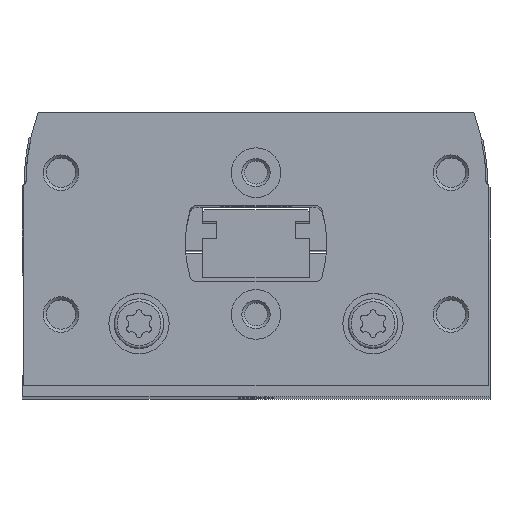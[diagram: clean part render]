
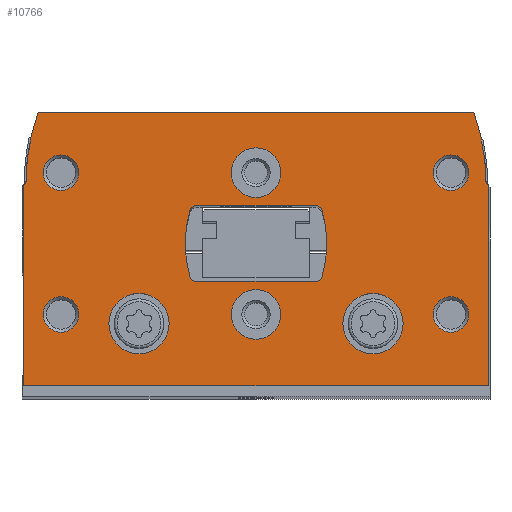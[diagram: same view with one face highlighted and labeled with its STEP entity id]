
A CAD part, top view. The second image highlights one B-rep face of the part: STEP entity #10766.
In plain terms, the highlighted planar face has unit normal (0, 0, 1).
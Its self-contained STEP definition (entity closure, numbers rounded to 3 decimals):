
#459=LINE('',#16832,#1025);
#464=LINE('',#16842,#1030);
#482=LINE('',#16888,#1048);
#488=LINE('',#16900,#1054);
#502=LINE('',#16979,#1068);
#504=LINE('',#16982,#1070);
#505=LINE('',#17022,#1071);
#506=LINE('',#17042,#1072);
#1025=VECTOR('',#13801,1000.);
#1030=VECTOR('',#13808,1000.);
#1048=VECTOR('',#13844,1000.);
#1054=VECTOR('',#13854,1000.);
#1068=VECTOR('',#13916,1000.);
#1070=VECTOR('',#13920,1000.);
#1071=VECTOR('',#13961,1000.);
#1072=VECTOR('',#13982,1000.);
#1377=PLANE('',#11723);
#2779=ORIENTED_EDGE('',*,*,#4692,.F.);
#2780=ORIENTED_EDGE('',*,*,#4693,.F.);
#2781=ORIENTED_EDGE('',*,*,#4694,.T.);
#2782=ORIENTED_EDGE('',*,*,#4695,.T.);
#2783=ORIENTED_EDGE('',*,*,#4696,.T.);
#2784=ORIENTED_EDGE('',*,*,#4697,.T.);
#2785=ORIENTED_EDGE('',*,*,#4698,.T.);
#2786=ORIENTED_EDGE('',*,*,#4699,.T.);
#2787=ORIENTED_EDGE('',*,*,#4647,.F.);
#2788=ORIENTED_EDGE('',*,*,#4669,.F.);
#2789=ORIENTED_EDGE('',*,*,#4659,.F.);
#2790=ORIENTED_EDGE('',*,*,#4656,.F.);
#2791=ORIENTED_EDGE('',*,*,#4700,.F.);
#2792=ORIENTED_EDGE('',*,*,#4701,.F.);
#2793=ORIENTED_EDGE('',*,*,#4702,.F.);
#2794=ORIENTED_EDGE('',*,*,#4650,.F.);
#2795=ORIENTED_EDGE('',*,*,#4634,.T.);
#2796=ORIENTED_EDGE('',*,*,#4628,.T.);
#2797=ORIENTED_EDGE('',*,*,#4671,.T.);
#2798=ORIENTED_EDGE('',*,*,#4599,.T.);
#2799=ORIENTED_EDGE('',*,*,#4604,.T.);
#2800=ORIENTED_EDGE('',*,*,#4608,.T.);
#2801=ORIENTED_EDGE('',*,*,#4691,.T.);
#2802=ORIENTED_EDGE('',*,*,#4640,.T.);
#4599=EDGE_CURVE('',#5681,#5680,#459,.T.);
#4604=EDGE_CURVE('',#5680,#5684,#464,.T.);
#4608=EDGE_CURVE('',#5684,#5686,#6401,.T.);
#4628=EDGE_CURVE('',#5701,#5703,#482,.T.);
#4634=EDGE_CURVE('',#5707,#5701,#488,.T.);
#4640=EDGE_CURVE('',#5712,#5707,#6407,.T.);
#4647=EDGE_CURVE('',#5716,#5717,#6410,.T.);
#4650=EDGE_CURVE('',#5717,#5718,#6411,.T.);
#4656=EDGE_CURVE('',#5722,#5723,#6414,.T.);
#4659=EDGE_CURVE('',#5723,#5725,#6415,.T.);
#4669=EDGE_CURVE('',#5725,#5716,#502,.T.);
#4671=EDGE_CURVE('',#5703,#5681,#504,.T.);
#4691=EDGE_CURVE('',#5686,#5712,#505,.T.);
#4692=EDGE_CURVE('',#5752,#5752,#6442,.T.);
#4693=EDGE_CURVE('',#5753,#5753,#6443,.T.);
#4694=EDGE_CURVE('',#5754,#5754,#6444,.T.);
#4695=EDGE_CURVE('',#5755,#5755,#6445,.T.);
#4696=EDGE_CURVE('',#5756,#5756,#6446,.T.);
#4697=EDGE_CURVE('',#5757,#5757,#6447,.T.);
#4698=EDGE_CURVE('',#5758,#5758,#6448,.T.);
#4699=EDGE_CURVE('',#5759,#5759,#6449,.T.);
#4700=EDGE_CURVE('',#5760,#5722,#6450,.T.);
#4701=EDGE_CURVE('',#5761,#5760,#506,.T.);
#4702=EDGE_CURVE('',#5718,#5761,#6451,.T.);
#5680=VERTEX_POINT('',#16831);
#5681=VERTEX_POINT('',#16833);
#5684=VERTEX_POINT('',#16841);
#5686=VERTEX_POINT('',#16848);
#5701=VERTEX_POINT('',#16882);
#5703=VERTEX_POINT('',#16887);
#5707=VERTEX_POINT('',#16898);
#5712=VERTEX_POINT('',#16913);
#5716=VERTEX_POINT('',#16927);
#5717=VERTEX_POINT('',#16929);
#5718=VERTEX_POINT('',#16937);
#5722=VERTEX_POINT('',#16950);
#5723=VERTEX_POINT('',#16952);
#5725=VERTEX_POINT('',#16961);
#5752=VERTEX_POINT('',#17025);
#5753=VERTEX_POINT('',#17027);
#5754=VERTEX_POINT('',#17029);
#5755=VERTEX_POINT('',#17031);
#5756=VERTEX_POINT('',#17033);
#5757=VERTEX_POINT('',#17035);
#5758=VERTEX_POINT('',#17037);
#5759=VERTEX_POINT('',#17039);
#5760=VERTEX_POINT('',#17041);
#5761=VERTEX_POINT('',#17043);
#6401=CIRCLE('',#11669,30.);
#6407=CIRCLE('',#11681,30.);
#6410=CIRCLE('',#11685,1.);
#6411=CIRCLE('',#11687,16.);
#6414=CIRCLE('',#11691,16.);
#6415=CIRCLE('',#11693,1.);
#6442=CIRCLE('',#11724,4.25);
#6443=CIRCLE('',#11725,4.25);
#6444=CIRCLE('',#11726,3.5);
#6445=CIRCLE('',#11727,3.5);
#6446=CIRCLE('',#11728,2.5);
#6447=CIRCLE('',#11729,2.5);
#6448=CIRCLE('',#11730,2.5);
#6449=CIRCLE('',#11731,2.5);
#6450=CIRCLE('',#11732,1.);
#6451=CIRCLE('',#11733,1.);
#7159=EDGE_LOOP('',(#2779));
#7160=EDGE_LOOP('',(#2780));
#7161=EDGE_LOOP('',(#2781));
#7162=EDGE_LOOP('',(#2782));
#7163=EDGE_LOOP('',(#2783));
#7164=EDGE_LOOP('',(#2784));
#7165=EDGE_LOOP('',(#2785));
#7166=EDGE_LOOP('',(#2786));
#7167=EDGE_LOOP('',(#2787,#2788,#2789,#2790,#2791,#2792,#2793,#2794));
#7168=EDGE_LOOP('',(#2795,#2796,#2797,#2798,#2799,#2800,#2801,#2802));
#8039=FACE_BOUND('',#7159,.T.);
#8040=FACE_BOUND('',#7160,.T.);
#8041=FACE_BOUND('',#7161,.T.);
#8042=FACE_BOUND('',#7162,.T.);
#8043=FACE_BOUND('',#7163,.T.);
#8044=FACE_BOUND('',#7164,.T.);
#8045=FACE_BOUND('',#7165,.T.);
#8046=FACE_BOUND('',#7166,.T.);
#8047=FACE_BOUND('',#7167,.T.);
#8048=FACE_BOUND('',#7168,.T.);
#10766=ADVANCED_FACE('',(#8039,#8040,#8041,#8042,#8043,#8044,#8045,#8046,
#8047,#8048),#1377,.T.);
#11669=AXIS2_PLACEMENT_3D('',#16849,#13815,#13816);
#11681=AXIS2_PLACEMENT_3D('',#16912,#13865,#13866);
#11685=AXIS2_PLACEMENT_3D('',#16928,#13876,#13877);
#11687=AXIS2_PLACEMENT_3D('',#16936,#13881,#13882);
#11691=AXIS2_PLACEMENT_3D('',#16951,#13891,#13892);
#11693=AXIS2_PLACEMENT_3D('',#16960,#13896,#13897);
#11723=AXIS2_PLACEMENT_3D('',#17023,#13962,#13963);
#11724=AXIS2_PLACEMENT_3D('',#17024,#13964,#13965);
#11725=AXIS2_PLACEMENT_3D('',#17026,#13966,#13967);
#11726=AXIS2_PLACEMENT_3D('',#17028,#13968,#13969);
#11727=AXIS2_PLACEMENT_3D('',#17030,#13970,#13971);
#11728=AXIS2_PLACEMENT_3D('',#17032,#13972,#13973);
#11729=AXIS2_PLACEMENT_3D('',#17034,#13974,#13975);
#11730=AXIS2_PLACEMENT_3D('',#17036,#13976,#13977);
#11731=AXIS2_PLACEMENT_3D('',#17038,#13978,#13979);
#11732=AXIS2_PLACEMENT_3D('',#17040,#13980,#13981);
#11733=AXIS2_PLACEMENT_3D('',#17044,#13983,#13984);
#13801=DIRECTION('',(0.,1.,0.));
#13808=DIRECTION('',(-0.866,0.5,0.));
#13815=DIRECTION('',(0.,0.,1.));
#13816=DIRECTION('',(1.,0.,0.));
#13844=DIRECTION('',(0.,-1.,0.));
#13854=DIRECTION('',(-0.866,-0.5,0.));
#13865=DIRECTION('',(0.,0.,1.));
#13866=DIRECTION('',(1.,0.,0.));
#13876=DIRECTION('',(0.,0.,1.));
#13877=DIRECTION('',(1.,0.,0.));
#13881=DIRECTION('',(0.,0.,1.));
#13882=DIRECTION('',(1.,0.,0.));
#13891=DIRECTION('',(0.,0.,1.));
#13892=DIRECTION('',(1.,0.,0.));
#13896=DIRECTION('',(0.,0.,1.));
#13897=DIRECTION('',(1.,0.,0.));
#13916=DIRECTION('',(-1.,0.,0.));
#13920=DIRECTION('',(1.,0.,0.));
#13961=DIRECTION('',(-1.,0.,0.));
#13962=DIRECTION('',(0.,0.,1.));
#13963=DIRECTION('',(1.,0.,0.));
#13964=DIRECTION('',(0.,0.,1.));
#13965=DIRECTION('',(1.,0.,0.));
#13966=DIRECTION('',(0.,0.,1.));
#13967=DIRECTION('',(1.,0.,0.));
#13968=DIRECTION('',(0.,0.,-1.));
#13969=DIRECTION('',(-1.,0.,0.));
#13970=DIRECTION('',(0.,0.,-1.));
#13971=DIRECTION('',(-1.,0.,0.));
#13972=DIRECTION('',(0.,0.,-1.));
#13973=DIRECTION('',(-1.,0.,0.));
#13974=DIRECTION('',(0.,0.,-1.));
#13975=DIRECTION('',(-1.,0.,0.));
#13976=DIRECTION('',(0.,0.,-1.));
#13977=DIRECTION('',(-1.,0.,0.));
#13978=DIRECTION('',(0.,0.,-1.));
#13979=DIRECTION('',(-1.,0.,0.));
#13980=DIRECTION('',(0.,0.,1.));
#13981=DIRECTION('',(1.,0.,0.));
#13982=DIRECTION('',(1.,0.,0.));
#13983=DIRECTION('',(0.,0.,1.));
#13984=DIRECTION('',(1.,0.,0.));
#16831=CARTESIAN_POINT('',(32.75,28.327,0.));
#16832=CARTESIAN_POINT('',(32.75,0.,0.));
#16833=CARTESIAN_POINT('',(32.75,0.,0.));
#16841=CARTESIAN_POINT('',(32.45,28.5,0.));
#16842=CARTESIAN_POINT('',(32.75,28.327,0.));
#16848=CARTESIAN_POINT('',(30.734,38.5,0.));
#16849=CARTESIAN_POINT('',(2.45,28.5,0.));
#16882=CARTESIAN_POINT('',(-32.75,28.327,0.));
#16887=CARTESIAN_POINT('',(-32.75,0.,0.));
#16888=CARTESIAN_POINT('',(-32.75,28.327,0.));
#16898=CARTESIAN_POINT('',(-32.45,28.5,0.));
#16900=CARTESIAN_POINT('',(-32.45,28.5,0.));
#16912=CARTESIAN_POINT('',(-2.45,28.5,0.));
#16913=CARTESIAN_POINT('',(-30.734,38.5,0.));
#16927=CARTESIAN_POINT('',(-8.355,25.4,0.));
#16928=CARTESIAN_POINT('',(-8.355,24.4,0.));
#16929=CARTESIAN_POINT('',(-9.312,24.69,0.));
#16936=CARTESIAN_POINT('',(6.,20.05,0.));
#16937=CARTESIAN_POINT('',(-9.312,15.41,0.));
#16950=CARTESIAN_POINT('',(9.312,15.41,0.));
#16951=CARTESIAN_POINT('',(-6.,20.05,0.));
#16952=CARTESIAN_POINT('',(9.312,24.69,0.));
#16960=CARTESIAN_POINT('',(8.355,24.4,0.));
#16961=CARTESIAN_POINT('',(8.355,25.4,0.));
#16979=CARTESIAN_POINT('',(8.355,25.4,0.));
#16982=CARTESIAN_POINT('',(-32.75,0.,0.));
#17022=CARTESIAN_POINT('',(30.734,38.5,0.));
#17023=CARTESIAN_POINT('',(2.45,28.5,0.));
#17024=CARTESIAN_POINT('',(-16.5,8.75,0.));
#17025=CARTESIAN_POINT('',(-12.25,8.75,0.));
#17026=CARTESIAN_POINT('',(16.5,8.75,0.));
#17027=CARTESIAN_POINT('',(20.75,8.75,0.));
#17028=CARTESIAN_POINT('',(0.,10.05,0.));
#17029=CARTESIAN_POINT('',(-3.5,10.05,0.));
#17030=CARTESIAN_POINT('',(0.,30.05,0.));
#17031=CARTESIAN_POINT('',(-3.5,30.05,0.));
#17032=CARTESIAN_POINT('',(27.5,10.05,0.));
#17033=CARTESIAN_POINT('',(25.,10.05,0.));
#17034=CARTESIAN_POINT('',(-27.5,10.05,0.));
#17035=CARTESIAN_POINT('',(-30.,10.05,0.));
#17036=CARTESIAN_POINT('',(-27.5,30.05,0.));
#17037=CARTESIAN_POINT('',(-30.,30.05,0.));
#17038=CARTESIAN_POINT('',(27.5,30.05,0.));
#17039=CARTESIAN_POINT('',(25.,30.05,0.));
#17040=CARTESIAN_POINT('',(8.355,15.7,0.));
#17041=CARTESIAN_POINT('',(8.355,14.7,0.));
#17042=CARTESIAN_POINT('',(-8.355,14.7,0.));
#17043=CARTESIAN_POINT('',(-8.355,14.7,0.));
#17044=CARTESIAN_POINT('',(-8.355,15.7,0.));
